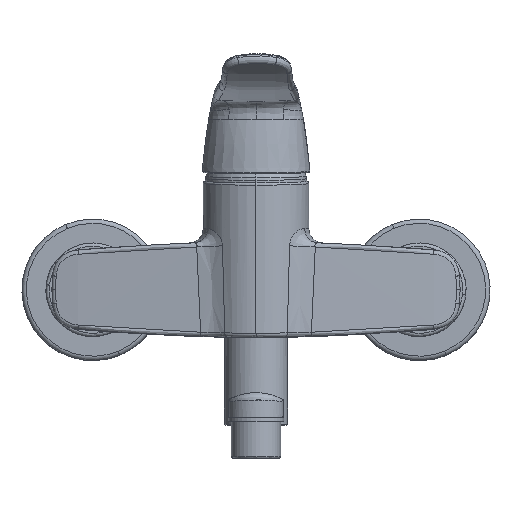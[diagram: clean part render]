
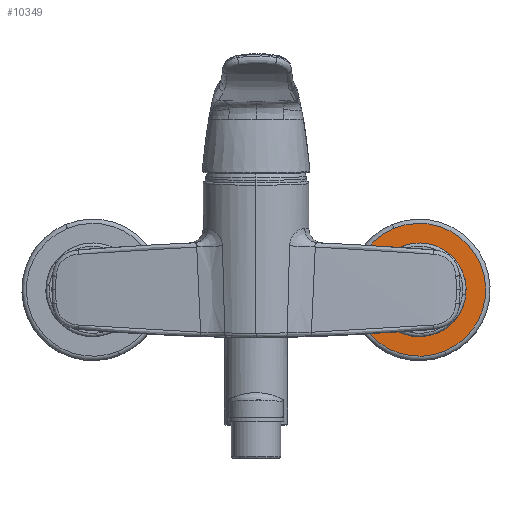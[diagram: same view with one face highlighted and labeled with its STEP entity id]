
A CAD part, top view. The second image highlights one B-rep face of the part: STEP entity #10349.
In plain terms, the highlighted planar face has unit normal (0, 0, 1).
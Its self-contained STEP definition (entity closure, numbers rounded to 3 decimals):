
#583 = AXIS2_PLACEMENT_3D ( 'NONE', #5248, #16184, #6859 ) ;
#614 = CARTESIAN_POINT ( 'NONE',  ( 74.999, 0., -26. ) ) ;
#1562 = EDGE_LOOP ( 'NONE', ( #19671, #5240 ) ) ;
#1733 = VERTEX_POINT ( 'NONE', #16716 ) ;
#1785 = AXIS2_PLACEMENT_3D ( 'NONE', #7734, #18581, #9283 ) ;
#2219 = DIRECTION ( 'NONE',  ( 1., 0., 0. ) ) ;
#2356 = DIRECTION ( 'NONE',  ( 1., 0., 0. ) ) ;
#4573 = EDGE_CURVE ( 'NONE', #16723, #4972, #19524, .T. ) ;
#4810 = ORIENTED_EDGE ( 'NONE', *, *, #17923, .T. ) ;
#4835 = AXIS2_PLACEMENT_3D ( 'NONE', #14305, #18945, #9677 ) ;
#4972 = VERTEX_POINT ( 'NONE', #17719 ) ;
#5240 = ORIENTED_EDGE ( 'NONE', *, *, #20228, .F. ) ;
#5248 = CARTESIAN_POINT ( 'NONE',  ( 74.999, 0., -26. ) ) ;
#5993 = AXIS2_PLACEMENT_3D ( 'NONE', #9409, #17253, #2356 ) ;
#6620 = CARTESIAN_POINT ( 'NONE',  ( 55.128, -8.21, -26. ) ) ;
#6859 = DIRECTION ( 'NONE',  ( 0.382, -0.924, 0. ) ) ;
#7734 = CARTESIAN_POINT ( 'NONE',  ( 74.999, 0., -26. ) ) ;
#9283 = DIRECTION ( 'NONE',  ( 0.382, -0.924, 0. ) ) ;
#9409 = CARTESIAN_POINT ( 'NONE',  ( 74.999, 0., -26. ) ) ;
#9677 = DIRECTION ( 'NONE',  ( 0.382, -0.924, 0. ) ) ;
#10034 = AXIS2_PLACEMENT_3D ( 'NONE', #614, #11680, #2219 ) ;
#10156 = VERTEX_POINT ( 'NONE', #12003 ) ;
#10242 = EDGE_LOOP ( 'NONE', ( #16091, #4810 ) ) ;
#10349 = ADVANCED_FACE ( 'NONE', ( #14757, #17418 ), #12727, .T. ) ;
#10783 = CIRCLE ( 'NONE', #10034, 21.5 ) ;
#10983 = CIRCLE ( 'NONE', #1785, 30.5 ) ;
#11680 = DIRECTION ( 'NONE',  ( 0., 0., 1. ) ) ;
#12003 = CARTESIAN_POINT ( 'NONE',  ( 63.353, 28.189, -26. ) ) ;
#12727 = PLANE ( 'NONE',  #4835 ) ;
#14305 = CARTESIAN_POINT ( 'NONE',  ( 74.999, 0., -26. ) ) ;
#14757 = FACE_BOUND ( 'NONE', #1562, .T. ) ;
#16022 = EDGE_CURVE ( 'NONE', #1733, #10156, #10983, .T. ) ;
#16091 = ORIENTED_EDGE ( 'NONE', *, *, #16022, .T. ) ;
#16184 = DIRECTION ( 'NONE',  ( 0., 0., 1. ) ) ;
#16716 = CARTESIAN_POINT ( 'NONE',  ( 86.646, -28.189, -26. ) ) ;
#16723 = VERTEX_POINT ( 'NONE', #6620 ) ;
#17253 = DIRECTION ( 'NONE',  ( 0., 0., 1. ) ) ;
#17418 = FACE_OUTER_BOUND ( 'NONE', #10242, .T. ) ;
#17719 = CARTESIAN_POINT ( 'NONE',  ( 94.87, 8.21, -26. ) ) ;
#17923 = EDGE_CURVE ( 'NONE', #10156, #1733, #18557, .T. ) ;
#18557 = CIRCLE ( 'NONE', #583, 30.5 ) ;
#18581 = DIRECTION ( 'NONE',  ( 0., 0., 1. ) ) ;
#18945 = DIRECTION ( 'NONE',  ( 0., 0., 1. ) ) ;
#19524 = CIRCLE ( 'NONE', #5993, 21.5 ) ;
#19671 = ORIENTED_EDGE ( 'NONE', *, *, #4573, .F. ) ;
#20228 = EDGE_CURVE ( 'NONE', #4972, #16723, #10783, .T. ) ;
